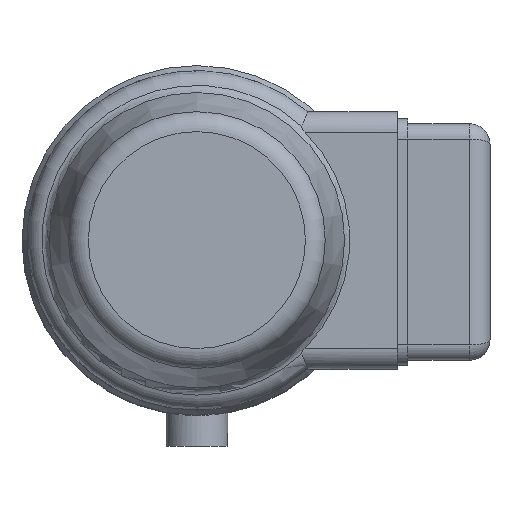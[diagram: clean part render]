
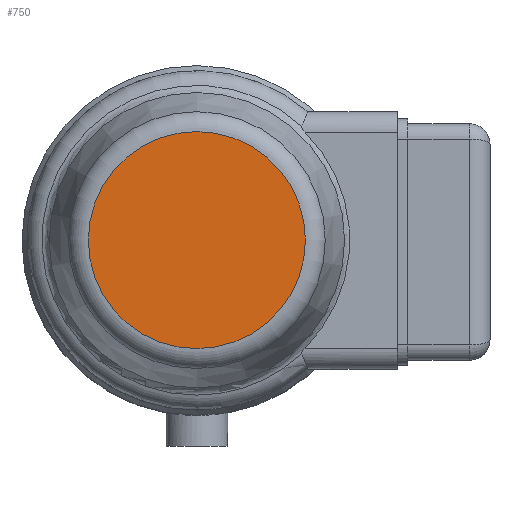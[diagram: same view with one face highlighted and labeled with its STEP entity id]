
A CAD part, top view. The second image highlights one B-rep face of the part: STEP entity #750.
In plain terms, the highlighted planar face has unit normal (0, 0, 1).
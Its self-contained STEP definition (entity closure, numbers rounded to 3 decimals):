
#750=ADVANCED_FACE('',(#2446),#2448,.T.);
#2446=FACE_BOUND('',#2447,.T.);
#2447=EDGE_LOOP('',(#2750));
#2448=PLANE('',#2449);
#2449=AXIS2_PLACEMENT_3D('',#2450,#2451,#2452);
#2450=CARTESIAN_POINT('',(0.,0.,101.735));
#2451=DIRECTION('',(0.,0.,1.));
#2452=DIRECTION('',(0.,-1.,0.));
#2750=ORIENTED_EDGE('',*,*,#2913,.T.);
#2913=EDGE_CURVE('',#3197,#3197,#3198,.T.);
#3197=VERTEX_POINT('',#4588);
#3198=CIRCLE('',#4589,21.103);
#4588=CARTESIAN_POINT('',(0.,-21.103,101.735));
#4589=AXIS2_PLACEMENT_3D('',#4590,#4591,#4592);
#4590=CARTESIAN_POINT('',(0.,0.,101.735));
#4591=DIRECTION('',(0.,0.,1.));
#4592=DIRECTION('',(0.,-1.,0.));
